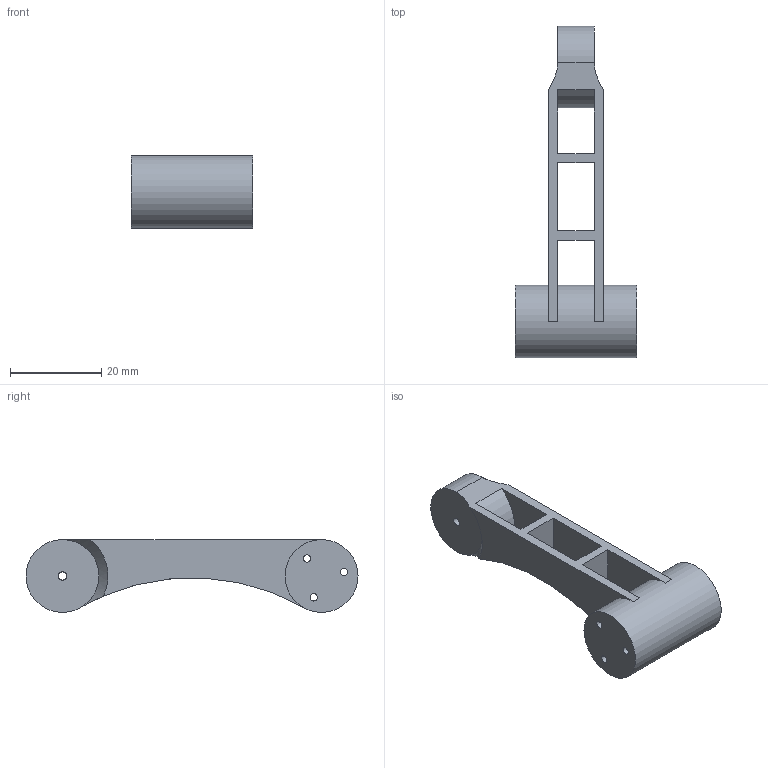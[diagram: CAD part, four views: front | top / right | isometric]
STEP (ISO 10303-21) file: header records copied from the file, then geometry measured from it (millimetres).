
FILE_DESCRIPTION(/* description */ (''),/* implementation_level */ '2;1');
FILE_NAME(/* name */ 'LegUnder_Main.step',/* time_stamp */ '2020-04-29T17:31:08+09:00',/* author */ (''),/* organization */ (''),/* preprocessor_version */ 'ST-DEVELOPER v18.1',/* originating_system */ 'Autodesk Translation Framework v9.2.0.1227',/* authorisation */ '');
FILE_SCHEMA (('AUTOMOTIVE_DESIGN { 1 0 10303 214 3 1 1 }'));
Length unit declared in the file: millimetre
Products named in the file (1): LegUnder_Main
Bounding box: 26.6 x 72.87 x 16 mm (x, y, z)
Volume: 9003.1 mm3; surface area: 5323.3 mm2
Topology: 1 solids, 1 shells, 27 faces, 76 edges, 49 vertices
Faces by surface type: plane 17, cylinder 8, cone 2
Full cylindrical faces by diameter (mm): 1.6 x3, 1.8 x1, 16 x1
Entity records: 959 total; most frequent: CARTESIAN_POINT 171, DIRECTION 161, ORIENTED_EDGE 152, EDGE_CURVE 76, AXIS2_PLACEMENT_3D 61, VERTEX_POINT 49, LINE 39, VECTOR 39
